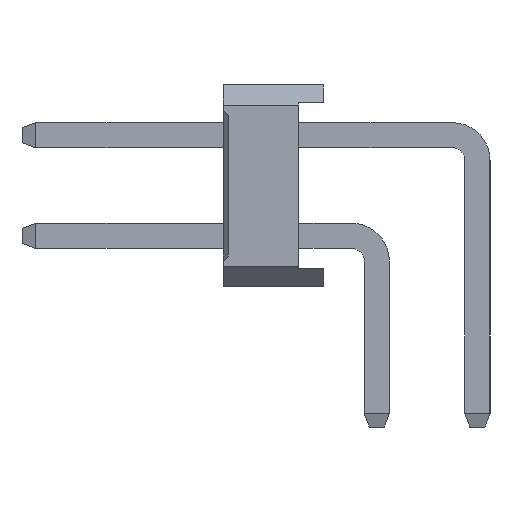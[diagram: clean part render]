
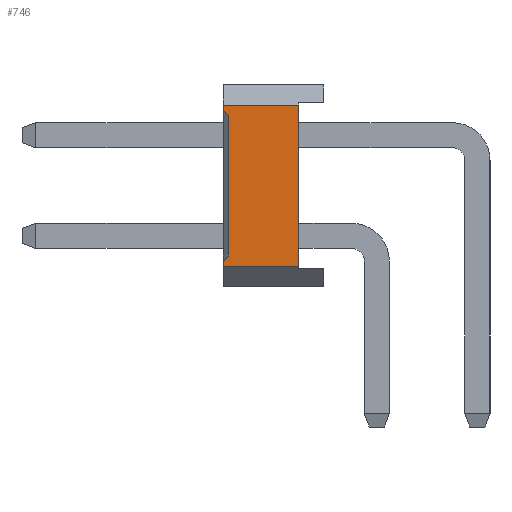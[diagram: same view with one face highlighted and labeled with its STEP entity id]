
A CAD part, left-side view. The second image highlights one B-rep face of the part: STEP entity #746.
In plain terms, the highlighted planar face has unit normal (-1, 0, 0).
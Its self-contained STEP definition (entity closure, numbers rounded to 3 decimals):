
#746=ADVANCED_FACE('',(#13844),#13846,.T.);
#13844=FACE_BOUND('',#13845,.T.);
#13845=EDGE_LOOP('',(#24461,#24462,#24463,#24464,#24465,#24466,#24467,#24468));
#13846=PLANE('',#13847);
#13847=AXIS2_PLACEMENT_3D('',#13848,#13849,#13850);
#13848=CARTESIAN_POINT('',(-1.,1.05,0.4));
#13849=DIRECTION('',(-1.,0.,0.));
#13850=DIRECTION('',(0.,0.,1.));
#24461=ORIENTED_EDGE('',*,*,#31489,.F.);
#24462=ORIENTED_EDGE('',*,*,#31490,.T.);
#24463=ORIENTED_EDGE('',*,*,#31491,.F.);
#24464=ORIENTED_EDGE('',*,*,#30855,.F.);
#24465=ORIENTED_EDGE('',*,*,#31487,.F.);
#24466=ORIENTED_EDGE('',*,*,#31492,.T.);
#24467=ORIENTED_EDGE('',*,*,#31493,.T.);
#24468=ORIENTED_EDGE('',*,*,#30859,.F.);
#30855=EDGE_CURVE('',#34522,#34524,#34525,.T.);
#30859=EDGE_CURVE('',#34530,#34532,#34533,.T.);
#31487=EDGE_CURVE('',#35710,#34522,#35712,.T.);
#31489=EDGE_CURVE('',#35714,#34530,#35715,.F.);
#31490=EDGE_CURVE('',#35714,#35716,#35717,.T.);
#31491=EDGE_CURVE('',#34524,#35716,#35718,.F.);
#31492=EDGE_CURVE('',#35710,#35719,#35720,.T.);
#31493=EDGE_CURVE('',#35719,#34532,#35721,.T.);
#34522=VERTEX_POINT('',#40526);
#34524=VERTEX_POINT('',#40530);
#34525=LINE('',#40531,#40532);
#34530=VERTEX_POINT('',#40542);
#34532=VERTEX_POINT('',#40546);
#34533=LINE('',#40547,#40548);
#35710=VERTEX_POINT('',#42978);
#35712=LINE('',#42982,#42983);
#35714=VERTEX_POINT('',#42988);
#35715=LINE('',#42989,#42990);
#35716=VERTEX_POINT('',#42992);
#35717=LINE('',#42993,#42994);
#35718=LINE('',#42996,#42997);
#35719=VERTEX_POINT('',#42999);
#35720=LINE('',#43000,#43001);
#35721=LINE('',#43003,#43004);
#40526=CARTESIAN_POINT('',(-1.,3.05,0.4));
#40530=CARTESIAN_POINT('',(-1.,3.05,0.5));
#40531=CARTESIAN_POINT('',(-1.,3.05,0.4));
#40532=VECTOR('',#40533,1.);
#40533=DIRECTION('',(0.,0.,1.));
#40542=CARTESIAN_POINT('',(-1.,3.05,3.5));
#40546=CARTESIAN_POINT('',(-1.,3.05,3.6));
#40547=CARTESIAN_POINT('',(-1.,3.05,3.5));
#40548=VECTOR('',#40549,1.);
#40549=DIRECTION('',(0.,0.,1.));
#42978=CARTESIAN_POINT('',(-1.,1.55,0.4));
#42982=CARTESIAN_POINT('',(-1.,1.55,0.4));
#42983=VECTOR('',#42984,1.);
#42984=DIRECTION('',(0.,1.,0.));
#42988=CARTESIAN_POINT('',(-1.,2.95,3.4));
#42989=CARTESIAN_POINT('',(-1.,3.05,3.5));
#42990=VECTOR('',#42991,1.);
#42991=DIRECTION('',(0.,-0.707,-0.707));
#42992=CARTESIAN_POINT('',(-1.,2.95,0.6));
#42993=CARTESIAN_POINT('',(-1.,2.95,3.4));
#42994=VECTOR('',#42995,1.);
#42995=DIRECTION('',(0.,0.,-1.));
#42996=CARTESIAN_POINT('',(-1.,2.95,0.6));
#42997=VECTOR('',#42998,1.);
#42998=DIRECTION('',(0.,0.707,-0.707));
#42999=CARTESIAN_POINT('',(-1.,1.55,3.6));
#43000=CARTESIAN_POINT('',(-1.,1.55,0.4));
#43001=VECTOR('',#43002,1.);
#43002=DIRECTION('',(0.,0.,1.));
#43003=CARTESIAN_POINT('',(-1.,1.55,3.6));
#43004=VECTOR('',#43005,1.);
#43005=DIRECTION('',(0.,1.,0.));
